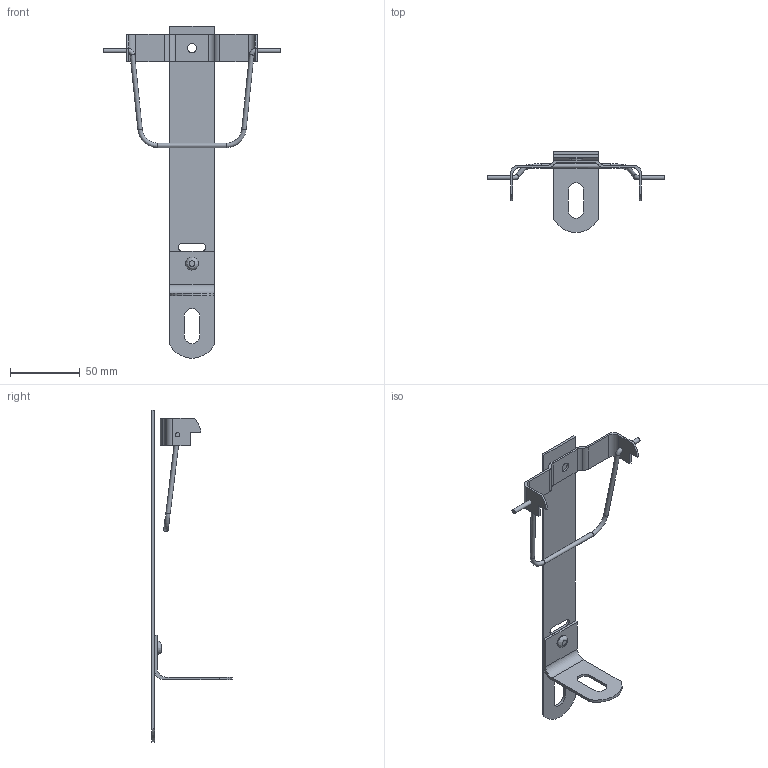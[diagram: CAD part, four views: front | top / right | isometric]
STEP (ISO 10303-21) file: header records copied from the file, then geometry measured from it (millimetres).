
FILE_DESCRIPTION(/* description */ (''),/* implementation_level */ '2;1');
FILE_NAME(/* name */ 'water_bottle_holder_modification.stp',/* time_stamp */ '2022-04-27T09:30:26-04:00',/* author */ (''),/* organization */ (''),/* preprocessor_version */ 'ST-DEVELOPER v18.102',/* originating_system */ 'SIEMENS PLM Software NX 2023',/* authorisation */ '');
FILE_SCHEMA (('AP203_CONFIGURATION_CONTROLLED_3D_DESIGN_OF_MECHANICAL_PARTS_AND_ASSEMBLIES_MIM_LF { 1 0 10303 403 2 1 2}'));
Length unit declared in the file: inch
Products named in the file (1): BOX_design_small_bottle_adapter_for_file_export_objects
Bounding box: 127 x 57.72 x 238.73 mm (x, y, z)
Volume: 24245.4 mm3; surface area: 28907.1 mm2
Topology: 5 solids, 5 shells, 77 faces, 203 edges, 136 vertices
Faces by surface type: plane 38, cylinder 34, torus 4, bspline 1
Full cylindrical faces by diameter (mm): 3.175 x5, 5.08 x2, 6.604 x2, 9.271 x1
Entity records: 2691 total; most frequent: CARTESIAN_POINT 729, DIRECTION 382, ORIENTED_EDGE 354, EDGE_CURVE 177, AXIS2_PLACEMENT_3D 137, VERTEX_POINT 125, LINE 108, VECTOR 108
